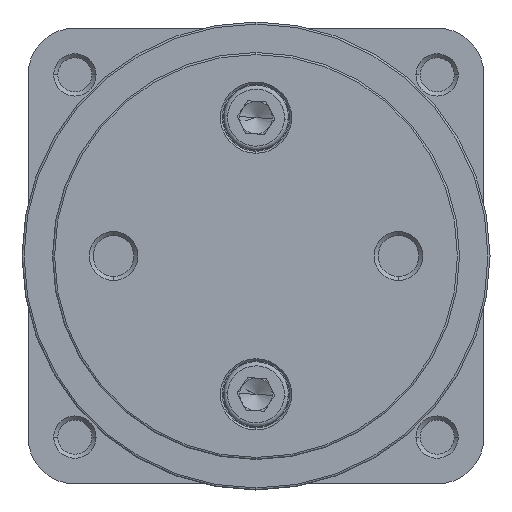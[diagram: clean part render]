
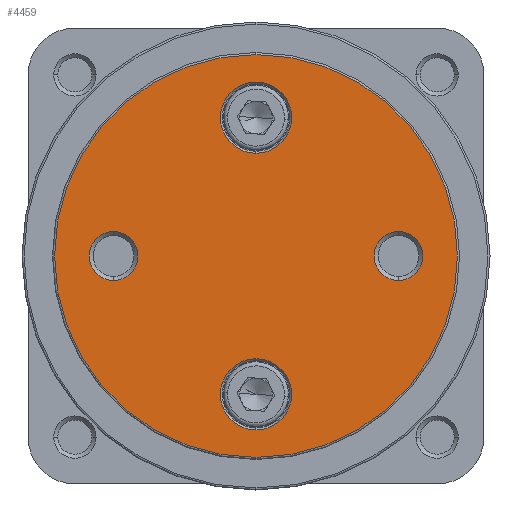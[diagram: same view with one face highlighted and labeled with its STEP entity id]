
A CAD part, left-side view. The second image highlights one B-rep face of the part: STEP entity #4459.
In plain terms, the highlighted planar face has unit normal (-1, 0, 0).
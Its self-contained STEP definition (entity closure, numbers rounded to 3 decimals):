
#8 = EDGE_CURVE ( 'NONE', #6022, #6023, #5250, .T. ) ;
#44 = EDGE_CURVE ( 'NONE', #6018, #6019, #5298, .T. ) ;
#54 = EDGE_CURVE ( 'NONE', #5986, #5987, #5311, .T. ) ;
#56 = EDGE_CURVE ( 'NONE', #5965, #5964, #5312, .T. ) ;
#61 = EDGE_CURVE ( 'NONE', #5990, #5991, #5321, .T. ) ;
#651 = EDGE_LOOP ( 'NONE', ( #4968, #4969 ) ) ;
#653 = EDGE_LOOP ( 'NONE', ( #4972, #4973 ) ) ;
#791 = FACE_BOUND ( 'NONE', #4784, .T. ) ;
#795 = FACE_OUTER_BOUND ( 'NONE', #651, .T. ) ;
#801 = FACE_BOUND ( 'NONE', #4789, .T. ) ;
#803 = FACE_BOUND ( 'NONE', #653, .T. ) ;
#806 = FACE_BOUND ( 'NONE', #4782, .T. ) ;
#1235 = CIRCLE ( 'NONE', #7997, 6. ) ;
#1241 = CIRCLE ( 'NONE', #8002, 6. ) ;
#1283 = CIRCLE ( 'NONE', #8016, 8.75 ) ;
#1285 = CIRCLE ( 'NONE', #8018, 8.75 ) ;
#1297 = CIRCLE ( 'NONE', #8028, 49.5 ) ;
#2425 = CARTESIAN_POINT ( 'NONE',  ( 0., 0., 49.5 ) ) ;
#2426 = CARTESIAN_POINT ( 'NONE',  ( 0., 0., -49.5 ) ) ;
#2447 = CARTESIAN_POINT ( 'NONE',  ( 0., 0., 25.25 ) ) ;
#2448 = CARTESIAN_POINT ( 'NONE',  ( 0., 0., 42.75 ) ) ;
#2451 = CARTESIAN_POINT ( 'NONE',  ( 0., 0., -42.75 ) ) ;
#2452 = CARTESIAN_POINT ( 'NONE',  ( 0., 0., -25.25 ) ) ;
#2479 = CARTESIAN_POINT ( 'NONE',  ( 0., 35., -6. ) ) ;
#2480 = CARTESIAN_POINT ( 'NONE',  ( 0., 35., 6. ) ) ;
#2483 = CARTESIAN_POINT ( 'NONE',  ( 0., -35., -6. ) ) ;
#2484 = CARTESIAN_POINT ( 'NONE',  ( 0., -35., 6. ) ) ;
#2784 = CARTESIAN_POINT ( 'NONE',  ( 0., -35., 0. ) ) ;
#2785 = DIRECTION ( 'NONE',  ( 1., 0., 0. ) ) ;
#2786 = DIRECTION ( 'NONE',  ( 0., 0., -1. ) ) ;
#2794 = CARTESIAN_POINT ( 'NONE',  ( 0., 35., 0. ) ) ;
#2795 = DIRECTION ( 'NONE',  ( 1., 0., 0. ) ) ;
#2796 = DIRECTION ( 'NONE',  ( 0., 0., -1. ) ) ;
#2864 = CARTESIAN_POINT ( 'NONE',  ( 0., 0., -34. ) ) ;
#2865 = DIRECTION ( 'NONE',  ( 1., 0., 0. ) ) ;
#2866 = DIRECTION ( 'NONE',  ( 0., 0., -1. ) ) ;
#2875 = CARTESIAN_POINT ( 'NONE',  ( 0., 0., 34. ) ) ;
#2876 = DIRECTION ( 'NONE',  ( 1., 0., 0. ) ) ;
#2877 = DIRECTION ( 'NONE',  ( 0., 0., -1. ) ) ;
#2900 = CARTESIAN_POINT ( 'NONE',  ( 0., 0., 0. ) ) ;
#2907 = DIRECTION ( 'NONE',  ( -1., 0., 0. ) ) ;
#2908 = DIRECTION ( 'NONE',  ( 0., 0., -1. ) ) ;
#4459 = ADVANCED_FACE ( 'NONE', ( #795, #801, #803, #806, #791 ), #7013, .F. ) ;
#4782 = EDGE_LOOP ( 'NONE', ( #4974, #4975 ) ) ;
#4784 = EDGE_LOOP ( 'NONE', ( #4976, #4977 ) ) ;
#4789 = EDGE_LOOP ( 'NONE', ( #4970, #4971 ) ) ;
#4968 = ORIENTED_EDGE ( 'NONE', *, *, #56, .T. ) ;
#4969 = ORIENTED_EDGE ( 'NONE', *, *, #7172, .T. ) ;
#4970 = ORIENTED_EDGE ( 'NONE', *, *, #7158, .T. ) ;
#4971 = ORIENTED_EDGE ( 'NONE', *, *, #61, .T. ) ;
#4972 = ORIENTED_EDGE ( 'NONE', *, *, #7162, .T. ) ;
#4973 = ORIENTED_EDGE ( 'NONE', *, *, #54, .T. ) ;
#4974 = ORIENTED_EDGE ( 'NONE', *, *, #7126, .T. ) ;
#4975 = ORIENTED_EDGE ( 'NONE', *, *, #8, .T. ) ;
#4976 = ORIENTED_EDGE ( 'NONE', *, *, #7130, .T. ) ;
#4977 = ORIENTED_EDGE ( 'NONE', *, *, #44, .T. ) ;
#5250 = CIRCLE ( 'NONE', #7585, 6. ) ;
#5298 = CIRCLE ( 'NONE', #7611, 6. ) ;
#5311 = CIRCLE ( 'NONE', #7616, 8.75 ) ;
#5312 = CIRCLE ( 'NONE', #7620, 49.5 ) ;
#5321 = CIRCLE ( 'NONE', #7624, 8.75 ) ;
#5964 = VERTEX_POINT ( 'NONE', #2425 ) ;
#5965 = VERTEX_POINT ( 'NONE', #2426 ) ;
#5986 = VERTEX_POINT ( 'NONE', #2447 ) ;
#5987 = VERTEX_POINT ( 'NONE', #2448 ) ;
#5990 = VERTEX_POINT ( 'NONE', #2451 ) ;
#5991 = VERTEX_POINT ( 'NONE', #2452 ) ;
#6018 = VERTEX_POINT ( 'NONE', #2479 ) ;
#6019 = VERTEX_POINT ( 'NONE', #2480 ) ;
#6022 = VERTEX_POINT ( 'NONE', #2483 ) ;
#6023 = VERTEX_POINT ( 'NONE', #2484 ) ;
#6108 = CARTESIAN_POINT ( 'NONE',  ( 0., -35., 0. ) ) ;
#6109 = DIRECTION ( 'NONE',  ( 1., 0., 0. ) ) ;
#6110 = DIRECTION ( 'NONE',  ( 0., 0., -1. ) ) ;
#6203 = CARTESIAN_POINT ( 'NONE',  ( 0., 35., 0. ) ) ;
#6206 = DIRECTION ( 'NONE',  ( 1., 0., 0. ) ) ;
#6207 = DIRECTION ( 'NONE',  ( 0., 0., -1. ) ) ;
#6233 = CARTESIAN_POINT ( 'NONE',  ( 0., 0., 34. ) ) ;
#6234 = DIRECTION ( 'NONE',  ( 1., 0., 0. ) ) ;
#6235 = DIRECTION ( 'NONE',  ( 0., 0., -1. ) ) ;
#6236 = CARTESIAN_POINT ( 'NONE',  ( 0., 0., 0. ) ) ;
#6239 = DIRECTION ( 'NONE',  ( -1., 0., 0. ) ) ;
#6240 = DIRECTION ( 'NONE',  ( 0., 0., -1. ) ) ;
#6248 = CARTESIAN_POINT ( 'NONE',  ( 0., 0., -34. ) ) ;
#6254 = DIRECTION ( 'NONE',  ( 1., 0., 0. ) ) ;
#6255 = DIRECTION ( 'NONE',  ( 0., 0., -1. ) ) ;
#7004 = CARTESIAN_POINT ( 'NONE',  ( 0., 0., 0. ) ) ;
#7013 = PLANE ( 'NONE',  #7846 ) ;
#7016 = DIRECTION ( 'NONE',  ( 1., 0., 0. ) ) ;
#7017 = DIRECTION ( 'NONE',  ( 0., 0., -1. ) ) ;
#7126 = EDGE_CURVE ( 'NONE', #6023, #6022, #1235, .T. ) ;
#7130 = EDGE_CURVE ( 'NONE', #6019, #6018, #1241, .T. ) ;
#7158 = EDGE_CURVE ( 'NONE', #5991, #5990, #1283, .T. ) ;
#7162 = EDGE_CURVE ( 'NONE', #5987, #5986, #1285, .T. ) ;
#7172 = EDGE_CURVE ( 'NONE', #5964, #5965, #1297, .T. ) ;
#7585 = AXIS2_PLACEMENT_3D ( 'NONE', #6108, #6109, #6110 ) ;
#7611 = AXIS2_PLACEMENT_3D ( 'NONE', #6203, #6206, #6207 ) ;
#7616 = AXIS2_PLACEMENT_3D ( 'NONE', #6233, #6234, #6235 ) ;
#7620 = AXIS2_PLACEMENT_3D ( 'NONE', #6236, #6239, #6240 ) ;
#7624 = AXIS2_PLACEMENT_3D ( 'NONE', #6248, #6254, #6255 ) ;
#7846 = AXIS2_PLACEMENT_3D ( 'NONE', #7004, #7016, #7017 ) ;
#7997 = AXIS2_PLACEMENT_3D ( 'NONE', #2784, #2785, #2786 ) ;
#8002 = AXIS2_PLACEMENT_3D ( 'NONE', #2794, #2795, #2796 ) ;
#8016 = AXIS2_PLACEMENT_3D ( 'NONE', #2864, #2865, #2866 ) ;
#8018 = AXIS2_PLACEMENT_3D ( 'NONE', #2875, #2876, #2877 ) ;
#8028 = AXIS2_PLACEMENT_3D ( 'NONE', #2900, #2907, #2908 ) ;
